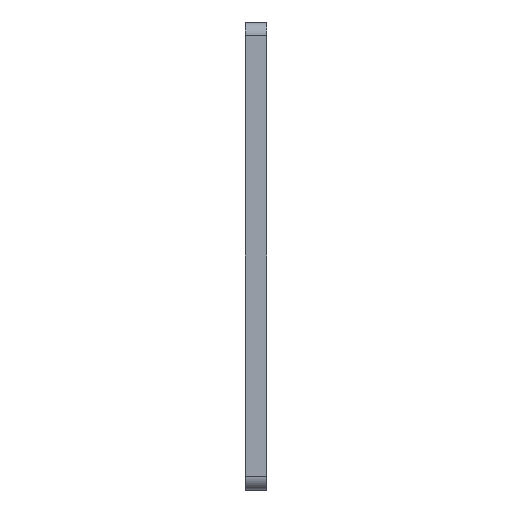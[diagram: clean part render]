
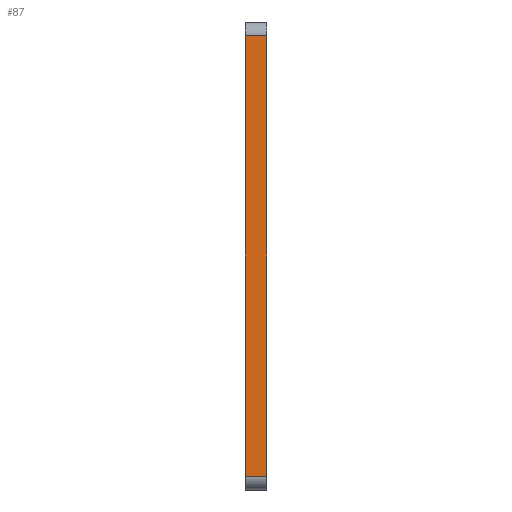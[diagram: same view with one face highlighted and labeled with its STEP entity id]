
A CAD part, left-side view. The second image highlights one B-rep face of the part: STEP entity #87.
In plain terms, the highlighted planar face has unit normal (-1, 0, 0).
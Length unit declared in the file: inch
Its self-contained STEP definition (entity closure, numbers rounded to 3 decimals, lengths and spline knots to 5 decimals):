
#27 = EDGE_CURVE ( 'NONE', #262, #294, #534, .T. ) ;
#31 = EDGE_CURVE ( 'NONE', #300, #284, #518, .T. ) ;
#39 = EDGE_CURVE ( 'NONE', #294, #284, #561, .T. ) ;
#70 = EDGE_CURVE ( 'NONE', #262, #300, #675, .T. ) ;
#87 = ADVANCED_FACE ( 'NONE', ( #774 ), #740, .T. ) ;
#151 = VECTOR ( 'NONE', #576, 39.37008 ) ;
#164 = VECTOR ( 'NONE', #520, 39.37008 ) ;
#190 = VECTOR ( 'NONE', #579, 39.37008 ) ;
#234 = VECTOR ( 'NONE', #637, 39.37008 ) ;
#241 = AXIS2_PLACEMENT_3D ( 'NONE', #769, #764, #780 ) ;
#262 = VERTEX_POINT ( 'NONE', #814 ) ;
#284 = VERTEX_POINT ( 'NONE', #803 ) ;
#294 = VERTEX_POINT ( 'NONE', #799 ) ;
#300 = VERTEX_POINT ( 'NONE', #823 ) ;
#326 = EDGE_LOOP ( 'NONE', ( #342, #410, #355, #418 ) ) ;
#342 = ORIENTED_EDGE ( 'NONE', *, *, #31, .F. ) ;
#355 = ORIENTED_EDGE ( 'NONE', *, *, #27, .T. ) ;
#410 = ORIENTED_EDGE ( 'NONE', *, *, #70, .F. ) ;
#418 = ORIENTED_EDGE ( 'NONE', *, *, #39, .T. ) ;
#499 = CARTESIAN_POINT ( 'NONE',  ( -2.09967, -0.078, -0.7995 ) ) ;
#518 = LINE ( 'NONE', #554, #190 ) ;
#520 = DIRECTION ( 'NONE',  ( 0., 0., 1. ) ) ;
#534 = LINE ( 'NONE', #499, #164 ) ;
#554 = CARTESIAN_POINT ( 'NONE',  ( -2.09967, 0., -0.7995 ) ) ;
#561 = LINE ( 'NONE', #584, #151 ) ;
#576 = DIRECTION ( 'NONE',  ( 0., 1., 0. ) ) ;
#579 = DIRECTION ( 'NONE',  ( 0., 0., 1. ) ) ;
#584 = CARTESIAN_POINT ( 'NONE',  ( -2.09967, -0.078, 0.7995 ) ) ;
#637 = DIRECTION ( 'NONE',  ( 0., 1., 0. ) ) ;
#675 = LINE ( 'NONE', #676, #234 ) ;
#676 = CARTESIAN_POINT ( 'NONE',  ( -2.09967, -0.078, -0.7995 ) ) ;
#740 = PLANE ( 'NONE',  #241 ) ;
#764 = DIRECTION ( 'NONE',  ( -1., 0., 0. ) ) ;
#769 = CARTESIAN_POINT ( 'NONE',  ( -2.09967, -0.078, -0.7995 ) ) ;
#774 = FACE_OUTER_BOUND ( 'NONE', #326, .T. ) ;
#780 = DIRECTION ( 'NONE',  ( 0., 0., 1. ) ) ;
#799 = CARTESIAN_POINT ( 'NONE',  ( -2.09967, -0.078, 0.7995 ) ) ;
#803 = CARTESIAN_POINT ( 'NONE',  ( -2.09967, 0., 0.7995 ) ) ;
#814 = CARTESIAN_POINT ( 'NONE',  ( -2.09967, -0.078, -0.7995 ) ) ;
#823 = CARTESIAN_POINT ( 'NONE',  ( -2.09967, 0., -0.7995 ) ) ;
